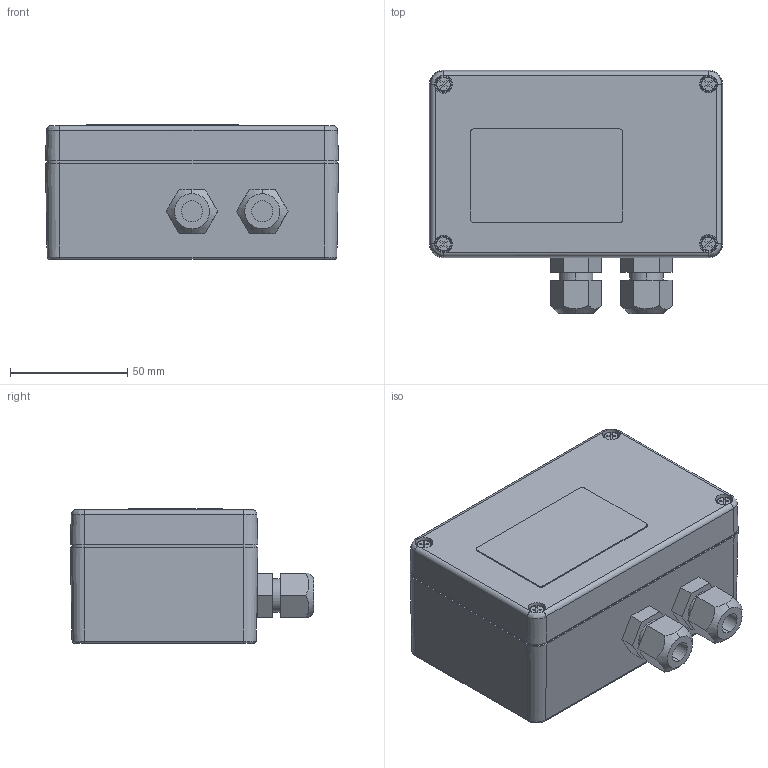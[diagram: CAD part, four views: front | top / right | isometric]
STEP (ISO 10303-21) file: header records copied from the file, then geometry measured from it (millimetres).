
FILE_DESCRIPTION (( 'STEP AP214' ), '1' );
FILE_NAME ('MSKKFUSE_351418.STEP', '2015-02-17T13:10:37', ( 'Admin1' ), ( '' ), 'SwSTEP 2.0', 'SolidWorks 2014', '' );
FILE_SCHEMA (( 'AUTOMOTIVE_DESIGN' ));
Length unit declared in the file: millimetre
Products named in the file (1): MSKKFUSE_351418
Bounding box: 125 x 103.8 x 57.5 mm (x, y, z)
Surface area: 53391.7 mm2 (no closed solid volume)
Topology: 0 solids, 11 shells, 169 faces, 496 edges, 336 vertices
Faces by surface type: plane 101, cone 28, cylinder 24, bspline 16
Entity records: 7834 total; most frequent: CARTESIAN_POINT 1618, DIRECTION 872, ORIENTED_EDGE 862, EDGE_CURVE 496, VERTEX_POINT 336, AXIS2_PLACEMENT_3D 294, LINE 284, VECTOR 284
